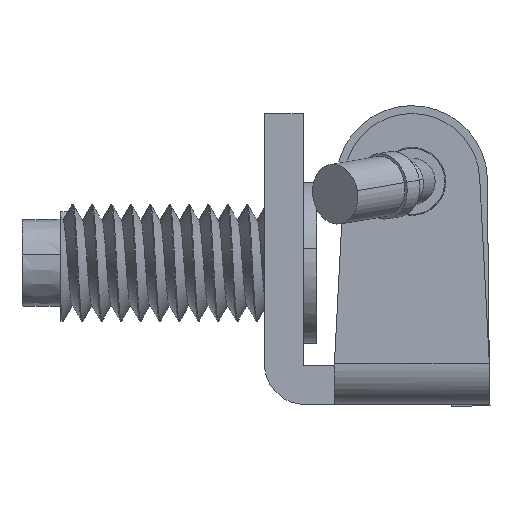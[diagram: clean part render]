
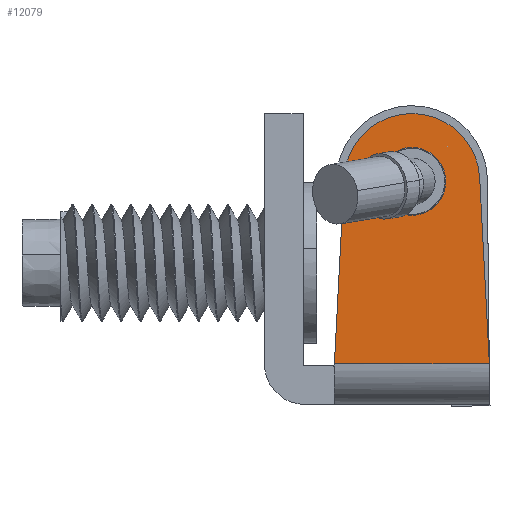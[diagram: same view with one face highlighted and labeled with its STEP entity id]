
A CAD part, left-side view. The second image highlights one B-rep face of the part: STEP entity #12079.
In plain terms, the highlighted planar face has unit normal (-1, 0, 0).
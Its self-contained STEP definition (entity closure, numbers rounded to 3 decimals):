
#3 = DIRECTION ( 'NONE',  ( 0., -0.052, -0.999 ) ) ;
#210 = CARTESIAN_POINT ( 'NONE',  ( -10., 2.695, 11.682 ) ) ;
#697 = CARTESIAN_POINT ( 'NONE',  ( -10., -4.8, 2.1 ) ) ;
#817 = CARTESIAN_POINT ( 'NONE',  ( -10., -4.795, 2.1 ) ) ;
#1216 = CARTESIAN_POINT ( 'NONE',  ( -10., -0.8, 9.75 ) ) ;
#1246 = VERTEX_POINT ( 'NONE', #817 ) ;
#1451 = CARTESIAN_POINT ( 'NONE',  ( -10., -0.8, 11.5 ) ) ;
#1637 = VECTOR ( 'NONE', #10808, 1000. ) ;
#1846 = DIRECTION ( 'NONE',  ( 0., 1., 0. ) ) ;
#1855 = DIRECTION ( 'NONE',  ( 1., 0., 0. ) ) ;
#1936 = CIRCLE ( 'NONE', #9025, 1.75 ) ;
#2142 = VERTEX_POINT ( 'NONE', #210 ) ;
#2273 = EDGE_CURVE ( 'NONE', #9450, #11426, #8845, .T. ) ;
#2274 = FACE_BOUND ( 'NONE', #12021, .T. ) ;
#2534 = VECTOR ( 'NONE', #1846, 1000. ) ;
#2611 = CARTESIAN_POINT ( 'NONE',  ( -10., -0.8, 11.5 ) ) ;
#2793 = AXIS2_PLACEMENT_3D ( 'NONE', #4071, #6000, #3248 ) ;
#3248 = DIRECTION ( 'NONE',  ( 0., 0., -1. ) ) ;
#3280 = LINE ( 'NONE', #7973, #1637 ) ;
#3746 = ORIENTED_EDGE ( 'NONE', *, *, #11381, .F. ) ;
#4071 = CARTESIAN_POINT ( 'NONE',  ( -10., -0.8, 11.5 ) ) ;
#4100 = CARTESIAN_POINT ( 'NONE',  ( -10., -0.8, 11.5 ) ) ;
#4103 = AXIS2_PLACEMENT_3D ( 'NONE', #4100, #7841, #8999 ) ;
#4244 = EDGE_CURVE ( 'NONE', #8637, #2142, #3280, .T. ) ;
#5049 = ORIENTED_EDGE ( 'NONE', *, *, #2273, .T. ) ;
#5189 = DIRECTION ( 'NONE',  ( 0., 0., 1. ) ) ;
#5484 = VERTEX_POINT ( 'NONE', #5864 ) ;
#5864 = CARTESIAN_POINT ( 'NONE',  ( -10., -4.295, 11.682 ) ) ;
#6000 = DIRECTION ( 'NONE',  ( 1., 0., 0. ) ) ;
#6126 = PLANE ( 'NONE',  #2793 ) ;
#6493 = LINE ( 'NONE', #697, #2534 ) ;
#6835 = ORIENTED_EDGE ( 'NONE', *, *, #7568, .F. ) ;
#7180 = EDGE_CURVE ( 'NONE', #11426, #9450, #1936, .T. ) ;
#7224 = AXIS2_PLACEMENT_3D ( 'NONE', #1451, #8168, #5189 ) ;
#7314 = CARTESIAN_POINT ( 'NONE',  ( -10., -4.8, 2. ) ) ;
#7568 = EDGE_CURVE ( 'NONE', #5484, #1246, #8204, .T. ) ;
#7596 = ORIENTED_EDGE ( 'NONE', *, *, #7648, .F. ) ;
#7648 = EDGE_CURVE ( 'NONE', #1246, #8637, #6493, .T. ) ;
#7822 = CIRCLE ( 'NONE', #4103, 3.5 ) ;
#7836 = VECTOR ( 'NONE', #3, 1000. ) ;
#7841 = DIRECTION ( 'NONE',  ( 1., 0., 0. ) ) ;
#7973 = CARTESIAN_POINT ( 'NONE',  ( -10., 3.2, 2. ) ) ;
#7978 = ORIENTED_EDGE ( 'NONE', *, *, #7180, .T. ) ;
#8168 = DIRECTION ( 'NONE',  ( 1., 0., 0. ) ) ;
#8204 = LINE ( 'NONE', #7314, #7836 ) ;
#8637 = VERTEX_POINT ( 'NONE', #9558 ) ;
#8845 = CIRCLE ( 'NONE', #7224, 1.75 ) ;
#8999 = DIRECTION ( 'NONE',  ( 0., 0., -1. ) ) ;
#9025 = AXIS2_PLACEMENT_3D ( 'NONE', #2611, #1855, #9306 ) ;
#9306 = DIRECTION ( 'NONE',  ( 0., 0., 1. ) ) ;
#9429 = ORIENTED_EDGE ( 'NONE', *, *, #4244, .F. ) ;
#9450 = VERTEX_POINT ( 'NONE', #1216 ) ;
#9558 = CARTESIAN_POINT ( 'NONE',  ( -10., 3.195, 2.1 ) ) ;
#10206 = EDGE_LOOP ( 'NONE', ( #6835, #3746, #9429, #7596 ) ) ;
#10805 = CARTESIAN_POINT ( 'NONE',  ( -10., -0.8, 13.25 ) ) ;
#10808 = DIRECTION ( 'NONE',  ( 0., -0.052, 0.999 ) ) ;
#10840 = FACE_OUTER_BOUND ( 'NONE', #10206, .T. ) ;
#11381 = EDGE_CURVE ( 'NONE', #2142, #5484, #7822, .T. ) ;
#11426 = VERTEX_POINT ( 'NONE', #10805 ) ;
#12021 = EDGE_LOOP ( 'NONE', ( #7978, #5049 ) ) ;
#12079 = ADVANCED_FACE ( 'NONE', ( #10840, #2274 ), #6126, .F. ) ;
